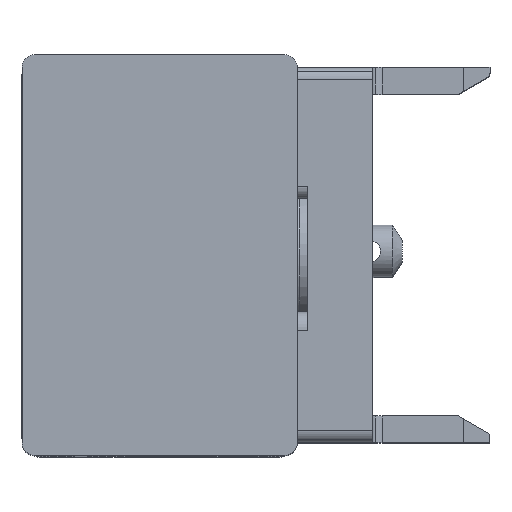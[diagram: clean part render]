
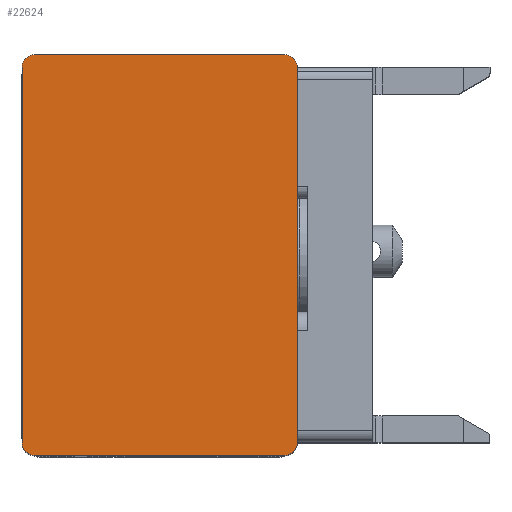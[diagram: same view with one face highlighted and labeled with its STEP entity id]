
A CAD part, top view. The second image highlights one B-rep face of the part: STEP entity #22624.
In plain terms, the highlighted face is planar.
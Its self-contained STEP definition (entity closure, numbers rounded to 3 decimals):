
#21930=CARTESIAN_POINT('',(-15.707,16.,10.707));
#21931=VERTEX_POINT('',#21930);
#21947=CARTESIAN_POINT('',(-15.0,16.,11.0));
#21948=VERTEX_POINT('',#21947);
#21955=CARTESIAN_POINT('',(-15.0,16.,10.0));
#21956=DIRECTION('',(0.0,-1.,0.0));
#21957=DIRECTION('',(-0.707,0.0,0.707));
#21958=AXIS2_PLACEMENT_3D('',#21955,#21956,#21957);
#21959=CIRCLE('',#21958,1.);
#21960=EDGE_CURVE('',#21948,#21931,#21959,.T.);
#21970=CARTESIAN_POINT('',(15.707,16.,10.707));
#21971=VERTEX_POINT('',#21970);
#21980=CARTESIAN_POINT('',(15.,16.,11.0));
#21981=VERTEX_POINT('',#21980);
#21982=CARTESIAN_POINT('',(15.,16.,10.0));
#21983=DIRECTION('',(0.0,-1.,0.0));
#21984=DIRECTION('',(0.707,0.0,0.707));
#21985=AXIS2_PLACEMENT_3D('',#21982,#21983,#21984);
#21986=CIRCLE('',#21985,1.);
#21987=EDGE_CURVE('',#21971,#21981,#21986,.T.);
#22014=CARTESIAN_POINT('',(15.707,16.,-10.707));
#22015=VERTEX_POINT('',#22014);
#22031=CARTESIAN_POINT('',(15.,16.,-11.0));
#22032=VERTEX_POINT('',#22031);
#22039=CARTESIAN_POINT('',(15.,16.,-10.0));
#22040=DIRECTION('',(0.0,-1.,0.0));
#22041=DIRECTION('',(0.707,0.0,-0.707));
#22042=AXIS2_PLACEMENT_3D('',#22039,#22040,#22041);
#22043=CIRCLE('',#22042,1.);
#22044=EDGE_CURVE('',#22032,#22015,#22043,.T.);
#22054=CARTESIAN_POINT('',(-15.707,16.,-10.707));
#22055=VERTEX_POINT('',#22054);
#22064=CARTESIAN_POINT('',(-15.0,16.,-11.0));
#22065=VERTEX_POINT('',#22064);
#22066=CARTESIAN_POINT('',(-15.0,16.,-10.0));
#22067=DIRECTION('',(0.0,-1.,0.0));
#22068=DIRECTION('',(-0.707,0.0,-0.707));
#22069=AXIS2_PLACEMENT_3D('',#22066,#22067,#22068);
#22070=CIRCLE('',#22069,1.);
#22071=EDGE_CURVE('',#22055,#22065,#22070,.T.);
#22398=CARTESIAN_POINT('',(-16.0,16.,-10.0));
#22399=VERTEX_POINT('',#22398);
#22406=CARTESIAN_POINT('',(-15.0,16.,-10.0));
#22407=DIRECTION('',(0.0,-1.,0.0));
#22408=DIRECTION('',(-0.707,0.0,-0.707));
#22409=AXIS2_PLACEMENT_3D('',#22406,#22407,#22408);
#22410=CIRCLE('',#22409,1.);
#22411=EDGE_CURVE('',#22399,#22055,#22410,.T.);
#22430=CARTESIAN_POINT('',(-16.0,16.,10.0));
#22431=VERTEX_POINT('',#22430);
#22438=CARTESIAN_POINT('',(-16.0,16.,-10.0));
#22439=DIRECTION('',(0.0,0.0,1.0));
#22440=VECTOR('',#22439,20.0);
#22441=LINE('',#22438,#22440);
#22442=EDGE_CURVE('',#22399,#22431,#22441,.T.);
#22510=CARTESIAN_POINT('',(16.0,16.,-10.0));
#22511=VERTEX_POINT('',#22510);
#22512=CARTESIAN_POINT('',(15.,16.,-10.0));
#22513=DIRECTION('',(0.0,-1.,0.0));
#22514=DIRECTION('',(0.707,0.0,-0.707));
#22515=AXIS2_PLACEMENT_3D('',#22512,#22513,#22514);
#22516=CIRCLE('',#22515,1.);
#22517=EDGE_CURVE('',#22015,#22511,#22516,.T.);
#22535=CARTESIAN_POINT('',(16.0,16.,10.0));
#22536=VERTEX_POINT('',#22535);
#22537=CARTESIAN_POINT('',(16.0,16.,-10.0));
#22538=DIRECTION('',(0.0,0.0,1.0));
#22539=VECTOR('',#22538,20.0);
#22540=LINE('',#22537,#22539);
#22541=EDGE_CURVE('',#22511,#22536,#22540,.T.);
#22583=CARTESIAN_POINT('',(-16.0,16.,-11.0));
#22584=DIRECTION('',(0.0,1.0,0.0));
#22585=DIRECTION('',(0.0,0.0,1.0));
#22586=AXIS2_PLACEMENT_3D('',#22583,#22584,#22585);
#22587=PLANE('',#22586);
#22588=ORIENTED_EDGE('',*,*,#22411,.F.);
#22589=ORIENTED_EDGE('',*,*,#22442,.T.);
#22590=CARTESIAN_POINT('',(-15.0,16.,10.0));
#22591=DIRECTION('',(0.0,-1.,0.0));
#22592=DIRECTION('',(-0.707,0.0,0.707));
#22593=AXIS2_PLACEMENT_3D('',#22590,#22591,#22592);
#22594=CIRCLE('',#22593,1.);
#22595=EDGE_CURVE('',#21931,#22431,#22594,.T.);
#22596=ORIENTED_EDGE('',*,*,#22595,.F.);
#22597=ORIENTED_EDGE('',*,*,#21960,.F.);
#22598=CARTESIAN_POINT('',(-15.0,16.,11.0));
#22599=DIRECTION('',(1.0,0.0,0.0));
#22600=VECTOR('',#22599,30.0);
#22601=LINE('',#22598,#22600);
#22602=EDGE_CURVE('',#21948,#21981,#22601,.T.);
#22603=ORIENTED_EDGE('',*,*,#22602,.T.);
#22604=ORIENTED_EDGE('',*,*,#21987,.F.);
#22605=CARTESIAN_POINT('',(15.,16.,10.0));
#22606=DIRECTION('',(0.0,-1.,0.0));
#22607=DIRECTION('',(0.707,0.0,0.707));
#22608=AXIS2_PLACEMENT_3D('',#22605,#22606,#22607);
#22609=CIRCLE('',#22608,1.);
#22610=EDGE_CURVE('',#22536,#21971,#22609,.T.);
#22611=ORIENTED_EDGE('',*,*,#22610,.F.);
#22612=ORIENTED_EDGE('',*,*,#22541,.F.);
#22613=ORIENTED_EDGE('',*,*,#22517,.F.);
#22614=ORIENTED_EDGE('',*,*,#22044,.F.);
#22615=CARTESIAN_POINT('',(15.,16.,-11.0));
#22616=DIRECTION('',(-1.0,0.0,0.0));
#22617=VECTOR('',#22616,30.0);
#22618=LINE('',#22615,#22617);
#22619=EDGE_CURVE('',#22032,#22065,#22618,.T.);
#22620=ORIENTED_EDGE('',*,*,#22619,.T.);
#22621=ORIENTED_EDGE('',*,*,#22071,.F.);
#22622=EDGE_LOOP('',(#22588,#22589,#22596,#22597,#22603,#22604,#22611,#22612,#22613,#22614,#22620,#22621));
#22623=FACE_OUTER_BOUND('',#22622,.T.);
#22624=ADVANCED_FACE('',(#22623),#22587,.T.);
